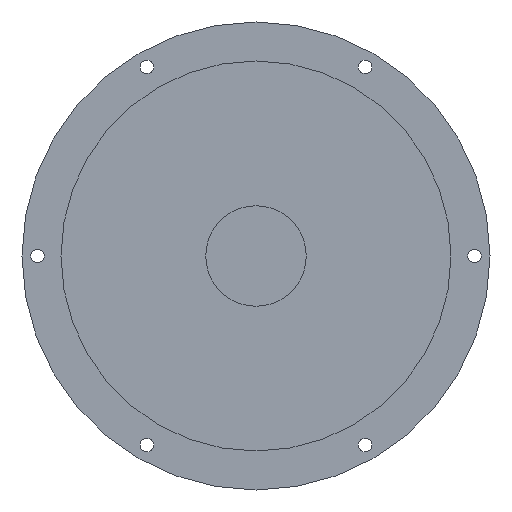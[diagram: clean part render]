
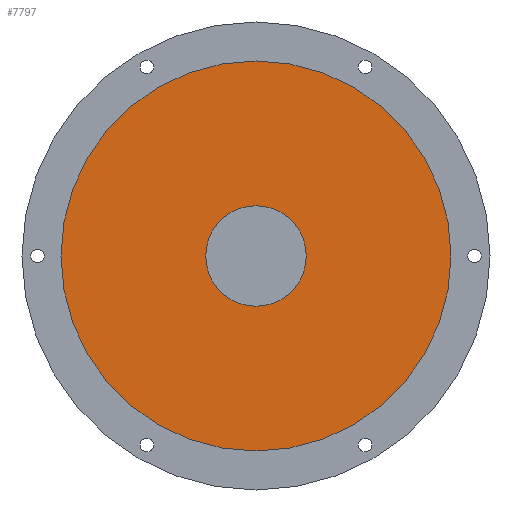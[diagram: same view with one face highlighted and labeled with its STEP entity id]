
A CAD part, left-side view. The second image highlights one B-rep face of the part: STEP entity #7797.
In plain terms, the highlighted face is planar.
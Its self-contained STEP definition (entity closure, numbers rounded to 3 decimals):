
#6622=CARTESIAN_POINT('',(120.0,176.1,0.0));
#6623=VERTEX_POINT('',#6622);
#6632=CARTESIAN_POINT('',(120.0,143.9,0.));
#6633=VERTEX_POINT('',#6632);
#6634=CARTESIAN_POINT('',(120.0,160.0,0.0));
#6635=DIRECTION('',(1.0,0.0,0.0));
#6636=DIRECTION('',(0.0,1.0,0.0));
#6637=AXIS2_PLACEMENT_3D('',#6634,#6635,#6636);
#6638=CIRCLE('',#6637,16.1);
#6639=EDGE_CURVE('',#6623,#6633,#6638,.T.);
#6664=CARTESIAN_POINT('',(120.0,222.5,0.0));
#6665=VERTEX_POINT('',#6664);
#6674=CARTESIAN_POINT('',(120.0,97.5,0.));
#6675=VERTEX_POINT('',#6674);
#6676=CARTESIAN_POINT('',(120.0,160.0,0.0));
#6677=DIRECTION('',(1.0,0.0,0.0));
#6678=DIRECTION('',(0.0,1.0,0.0));
#6679=AXIS2_PLACEMENT_3D('',#6676,#6677,#6678);
#6680=CIRCLE('',#6679,62.5);
#6681=EDGE_CURVE('',#6675,#6665,#6680,.T.);
#7768=CARTESIAN_POINT('',(120.0,160.0,0.0));
#7769=DIRECTION('',(1.0,0.0,0.0));
#7770=DIRECTION('',(0.0,1.0,0.0));
#7771=AXIS2_PLACEMENT_3D('',#7768,#7769,#7770);
#7772=CIRCLE('',#7771,62.5);
#7773=EDGE_CURVE('',#6665,#6675,#7772,.T.);
#7778=CARTESIAN_POINT('',(120.0,91.25,68.75));
#7779=DIRECTION('',(1.0,0.0,0.0));
#7780=DIRECTION('',(0.0,0.0,-1.0));
#7781=AXIS2_PLACEMENT_3D('',#7778,#7779,#7780);
#7782=PLANE('',#7781);
#7783=ORIENTED_EDGE('',*,*,#7773,.T.);
#7784=ORIENTED_EDGE('',*,*,#6681,.T.);
#7785=EDGE_LOOP('',(#7783,#7784));
#7786=FACE_OUTER_BOUND('',#7785,.T.);
#7787=ORIENTED_EDGE('',*,*,#6639,.F.);
#7788=CARTESIAN_POINT('',(120.0,160.0,0.0));
#7789=DIRECTION('',(1.0,0.0,0.0));
#7790=DIRECTION('',(0.0,1.0,0.0));
#7791=AXIS2_PLACEMENT_3D('',#7788,#7789,#7790);
#7792=CIRCLE('',#7791,16.1);
#7793=EDGE_CURVE('',#6633,#6623,#7792,.T.);
#7794=ORIENTED_EDGE('',*,*,#7793,.F.);
#7795=EDGE_LOOP('',(#7787,#7794));
#7796=FACE_BOUND('',#7795,.T.);
#7797=ADVANCED_FACE('',(#7786,#7796),#7782,.T.);
